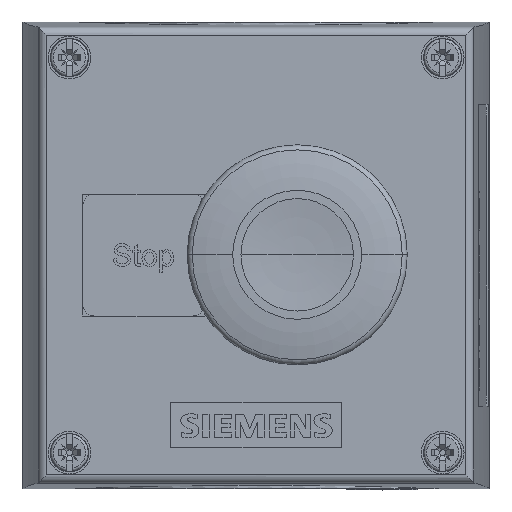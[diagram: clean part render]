
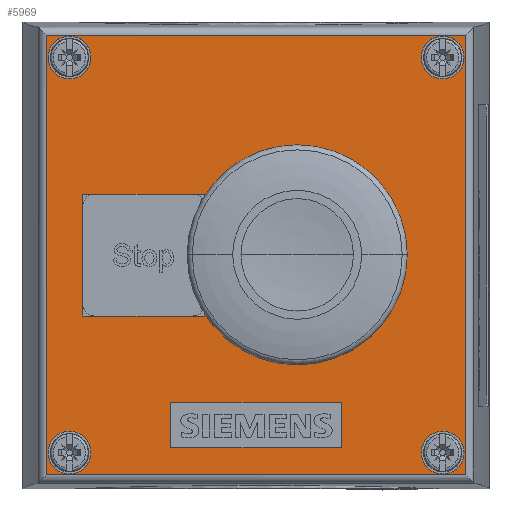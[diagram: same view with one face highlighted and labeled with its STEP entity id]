
A CAD part, top view. The second image highlights one B-rep face of the part: STEP entity #5969.
In plain terms, the highlighted planar face has unit normal (0, 0, 1).
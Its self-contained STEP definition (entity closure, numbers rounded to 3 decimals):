
#5969=ADVANCED_FACE('',(#13103,#13104,#13105,#13106,#13107,#13108,#13109,#13110),#13111,.T.);
#13103=FACE_OUTER_BOUND('',#21039,.T.);
#13104=FACE_BOUND('',#21040,.T.);
#13105=FACE_BOUND('',#21041,.T.);
#13106=FACE_BOUND('',#21042,.T.);
#13107=FACE_BOUND('',#21043,.T.);
#13108=FACE_BOUND('',#21044,.T.);
#13109=FACE_BOUND('',#21045,.T.);
#13110=FACE_BOUND('',#21046,.T.);
#13111=PLANE('',#21047);
#21039=EDGE_LOOP('',(#44581,#44582,#44583,#44584));
#21040=EDGE_LOOP('',(#44585,#44586));
#21041=EDGE_LOOP('',(#44587,#44588));
#21042=EDGE_LOOP('',(#44589,#44590));
#21043=EDGE_LOOP('',(#44591,#44592));
#21044=EDGE_LOOP('',(#44593,#44594,#44595,#44596));
#21045=EDGE_LOOP('',(#44597,#44598,#44599,#44600));
#21046=EDGE_LOOP('',(#44601,#44602));
#21047=AXIS2_PLACEMENT_3D('',#44603,#44604,#44605);
#44581=ORIENTED_EDGE('',*,*,#50851,.T.);
#44582=ORIENTED_EDGE('',*,*,#50847,.F.);
#44583=ORIENTED_EDGE('',*,*,#50854,.F.);
#44584=ORIENTED_EDGE('',*,*,#50855,.F.);
#44585=ORIENTED_EDGE('',*,*,#46307,.T.);
#44586=ORIENTED_EDGE('',*,*,#50405,.T.);
#44587=ORIENTED_EDGE('',*,*,#46302,.T.);
#44588=ORIENTED_EDGE('',*,*,#50409,.T.);
#44589=ORIENTED_EDGE('',*,*,#46297,.T.);
#44590=ORIENTED_EDGE('',*,*,#50413,.T.);
#44591=ORIENTED_EDGE('',*,*,#46292,.T.);
#44592=ORIENTED_EDGE('',*,*,#50417,.T.);
#44593=ORIENTED_EDGE('',*,*,#50798,.T.);
#44594=ORIENTED_EDGE('',*,*,#50807,.T.);
#44595=ORIENTED_EDGE('',*,*,#50804,.T.);
#44596=ORIENTED_EDGE('',*,*,#50801,.T.);
#44597=ORIENTED_EDGE('',*,*,#50833,.T.);
#44598=ORIENTED_EDGE('',*,*,#50841,.T.);
#44599=ORIENTED_EDGE('',*,*,#50839,.T.);
#44600=ORIENTED_EDGE('',*,*,#50836,.T.);
#44601=ORIENTED_EDGE('',*,*,#46287,.T.);
#44602=ORIENTED_EDGE('',*,*,#50843,.T.);
#44603=CARTESIAN_POINT('',(42.537,85.2,64.0));
#44604=DIRECTION('',(0.0,0.0,1.0));
#44605=DIRECTION('',(1.0,0.0,0.0));
#46287=EDGE_CURVE('',#51511,#51515,#51517,.T.);
#46292=EDGE_CURVE('',#51520,#51524,#51526,.T.);
#46297=EDGE_CURVE('',#51529,#51533,#51535,.T.);
#46302=EDGE_CURVE('',#51538,#51542,#51544,.T.);
#46307=EDGE_CURVE('',#51547,#51551,#51553,.T.);
#50405=EDGE_CURVE('',#51551,#51547,#57464,.T.);
#50409=EDGE_CURVE('',#51542,#51538,#57468,.T.);
#50413=EDGE_CURVE('',#51533,#51529,#57472,.T.);
#50417=EDGE_CURVE('',#51524,#51520,#57476,.T.);
#50798=EDGE_CURVE('',#58044,#58042,#58045,.T.);
#50801=EDGE_CURVE('',#58048,#58044,#58049,.T.);
#50804=EDGE_CURVE('',#58052,#58048,#58053,.T.);
#50807=EDGE_CURVE('',#58042,#58052,#58056,.T.);
#50833=EDGE_CURVE('',#58092,#58094,#58096,.T.);
#50836=EDGE_CURVE('',#58098,#58092,#58100,.T.);
#50839=EDGE_CURVE('',#58102,#58098,#58104,.T.);
#50841=EDGE_CURVE('',#58094,#58102,#58106,.T.);
#50843=EDGE_CURVE('',#51515,#51511,#58108,.T.);
#50847=EDGE_CURVE('',#58112,#58114,#58115,.T.);
#50851=EDGE_CURVE('',#58119,#58114,#58120,.T.);
#50854=EDGE_CURVE('',#58123,#58112,#58124,.T.);
#50855=EDGE_CURVE('',#58119,#58123,#58125,.T.);
#51511=VERTEX_POINT('',#59351);
#51515=VERTEX_POINT('',#59389);
#51517=CIRCLE('',#59392,11.25);
#51520=VERTEX_POINT('',#59395);
#51524=VERTEX_POINT('',#59400);
#51526=CIRCLE('',#59403,3.9);
#51529=VERTEX_POINT('',#59406);
#51533=VERTEX_POINT('',#59411);
#51535=CIRCLE('',#59414,3.9);
#51538=VERTEX_POINT('',#59417);
#51542=VERTEX_POINT('',#59422);
#51544=CIRCLE('',#59425,3.9);
#51547=VERTEX_POINT('',#59428);
#51551=VERTEX_POINT('',#59433);
#51553=CIRCLE('',#59436,3.9);
#57464=CIRCLE('',#68640,3.9);
#57468=CIRCLE('',#68644,3.9);
#57472=CIRCLE('',#68648,3.9);
#57476=CIRCLE('',#68652,3.9);
#58042=VERTEX_POINT('',#69427);
#58044=VERTEX_POINT('',#69430);
#58045=LINE('',#69431,#69432);
#58048=VERTEX_POINT('',#69436);
#58049=LINE('',#69437,#69438);
#58052=VERTEX_POINT('',#69442);
#58053=LINE('',#69443,#69444);
#58056=LINE('',#69448,#69449);
#58092=VERTEX_POINT('',#69499);
#58094=VERTEX_POINT('',#69502);
#58096=LINE('',#69505,#69506);
#58098=VERTEX_POINT('',#69508);
#58100=LINE('',#69511,#69512);
#58102=VERTEX_POINT('',#69514);
#58104=LINE('',#69517,#69518);
#58106=LINE('',#69520,#69521);
#58108=CIRCLE('',#69523,11.25);
#58112=VERTEX_POINT('',#69530);
#58114=VERTEX_POINT('',#69532);
#58115=LINE('',#69533,#69534);
#58119=VERTEX_POINT('',#69538);
#58120=LINE('',#69539,#69540);
#58123=VERTEX_POINT('',#69543);
#58124=LINE('',#69544,#69545);
#58125=LINE('',#69546,#69547);
#59351=CARTESIAN_POINT('',(61.288,42.7,64.0));
#59389=CARTESIAN_POINT('',(38.788,42.7,64.0));
#59392=AXIS2_PLACEMENT_3D('',#70203,#70204,#70205);
#59395=CARTESIAN_POINT('',(12.438,6.7,64.0));
#59400=CARTESIAN_POINT('',(4.638,6.7,64.0));
#59403=AXIS2_PLACEMENT_3D('',#70211,#70212,#70213);
#59406=CARTESIAN_POINT('',(12.438,78.7,64.0));
#59411=CARTESIAN_POINT('',(4.638,78.7,64.0));
#59414=AXIS2_PLACEMENT_3D('',#70219,#70220,#70221);
#59417=CARTESIAN_POINT('',(80.438,6.7,64.0));
#59422=CARTESIAN_POINT('',(72.638,6.7,64.0));
#59425=AXIS2_PLACEMENT_3D('',#70227,#70228,#70229);
#59428=CARTESIAN_POINT('',(80.438,78.7,64.0));
#59433=CARTESIAN_POINT('',(72.638,78.7,64.0));
#59436=AXIS2_PLACEMENT_3D('',#70235,#70236,#70237);
#68640=AXIS2_PLACEMENT_3D('',#73401,#73402,#73403);
#68644=AXIS2_PLACEMENT_3D('',#73407,#73408,#73409);
#68648=AXIS2_PLACEMENT_3D('',#73413,#73414,#73415);
#68652=AXIS2_PLACEMENT_3D('',#73419,#73420,#73421);
#69427=CARTESIAN_POINT('',(58.088,7.55,64.0));
#69430=CARTESIAN_POINT('',(58.088,15.85,64.0));
#69431=CARTESIAN_POINT('',(58.088,48.45,64.0));
#69432=VECTOR('',#73839,1.0);
#69436=CARTESIAN_POINT('',(26.988,15.85,64.0));
#69437=CARTESIAN_POINT('',(42.537,15.85,64.0));
#69438=VECTOR('',#73841,1.0);
#69442=CARTESIAN_POINT('',(26.988,7.55,64.0));
#69443=CARTESIAN_POINT('',(26.988,48.45,64.0));
#69444=VECTOR('',#73843,1.0);
#69448=CARTESIAN_POINT('',(42.537,7.55,64.0));
#69449=VECTOR('',#73845,1.0);
#69499=CARTESIAN_POINT('',(10.938,53.8,64.0));
#69502=CARTESIAN_POINT('',(33.138,53.8,64.0));
#69505=CARTESIAN_POINT('',(32.287,53.8,64.0));
#69506=VECTOR('',#73868,1.0);
#69508=CARTESIAN_POINT('',(10.938,31.6,64.0));
#69511=CARTESIAN_POINT('',(10.938,63.95,64.0));
#69512=VECTOR('',#73870,1.0);
#69514=CARTESIAN_POINT('',(33.138,31.6,64.0));
#69517=CARTESIAN_POINT('',(32.287,31.6,64.0));
#69518=VECTOR('',#73872,1.0);
#69520=CARTESIAN_POINT('',(33.138,63.95,64.0));
#69521=VECTOR('',#73873,1.0);
#69523=AXIS2_PLACEMENT_3D('',#73874,#73875,#73876);
#69530=CARTESIAN_POINT('',(80.714,2.656,64.0));
#69532=CARTESIAN_POINT('',(4.361,2.656,64.0));
#69533=CARTESIAN_POINT('',(42.537,2.656,64.0));
#69534=VECTOR('',#73880,1.0);
#69538=CARTESIAN_POINT('',(4.361,82.744,64.0));
#69539=CARTESIAN_POINT('',(4.361,85.2,64.0));
#69540=VECTOR('',#73884,1.0);
#69543=CARTESIAN_POINT('',(80.714,82.744,64.0));
#69544=CARTESIAN_POINT('',(80.714,85.2,64.0));
#69545=VECTOR('',#73888,1.0);
#69546=CARTESIAN_POINT('',(42.537,82.744,64.0));
#69547=VECTOR('',#73889,1.0);
#70203=CARTESIAN_POINT('',(50.038,42.7,64.0));
#70204=DIRECTION('',(0.0,0.0,-1.0));
#70205=DIRECTION('',(1.0,0.0,0.0));
#70211=CARTESIAN_POINT('',(8.538,6.7,64.0));
#70212=DIRECTION('',(0.0,0.0,-1.0));
#70213=DIRECTION('',(1.0,0.0,0.0));
#70219=CARTESIAN_POINT('',(8.538,78.7,64.0));
#70220=DIRECTION('',(0.0,0.0,-1.0));
#70221=DIRECTION('',(1.0,0.0,0.0));
#70227=CARTESIAN_POINT('',(76.538,6.7,64.0));
#70228=DIRECTION('',(0.0,0.0,-1.0));
#70229=DIRECTION('',(1.0,0.0,0.0));
#70235=CARTESIAN_POINT('',(76.538,78.7,64.0));
#70236=DIRECTION('',(0.0,0.0,-1.0));
#70237=DIRECTION('',(1.0,0.0,0.0));
#73401=CARTESIAN_POINT('',(76.538,78.7,64.0));
#73402=DIRECTION('',(0.0,0.0,-1.0));
#73403=DIRECTION('',(1.0,0.0,0.0));
#73407=CARTESIAN_POINT('',(76.538,6.7,64.0));
#73408=DIRECTION('',(0.0,0.0,-1.0));
#73409=DIRECTION('',(1.0,0.0,0.0));
#73413=CARTESIAN_POINT('',(8.538,78.7,64.0));
#73414=DIRECTION('',(0.0,0.0,-1.0));
#73415=DIRECTION('',(1.0,0.0,0.0));
#73419=CARTESIAN_POINT('',(8.538,6.7,64.0));
#73420=DIRECTION('',(0.0,0.0,-1.0));
#73421=DIRECTION('',(1.0,0.0,0.0));
#73839=DIRECTION('',(0.0,-1.0,0.0));
#73841=DIRECTION('',(1.0,0.0,0.0));
#73843=DIRECTION('',(0.0,1.0,0.0));
#73845=DIRECTION('',(-1.0,0.0,0.0));
#73868=DIRECTION('',(1.0,0.0,0.0));
#73870=DIRECTION('',(0.0,1.0,0.0));
#73872=DIRECTION('',(-1.0,0.0,0.0));
#73873=DIRECTION('',(0.0,-1.0,0.0));
#73874=CARTESIAN_POINT('',(50.038,42.7,64.0));
#73875=DIRECTION('',(0.0,0.0,-1.0));
#73876=DIRECTION('',(1.0,0.0,0.0));
#73880=DIRECTION('',(-1.0,0.0,0.0));
#73884=DIRECTION('',(0.0,-1.0,0.0));
#73888=DIRECTION('',(0.0,-1.0,0.0));
#73889=DIRECTION('',(1.0,0.0,0.0));
